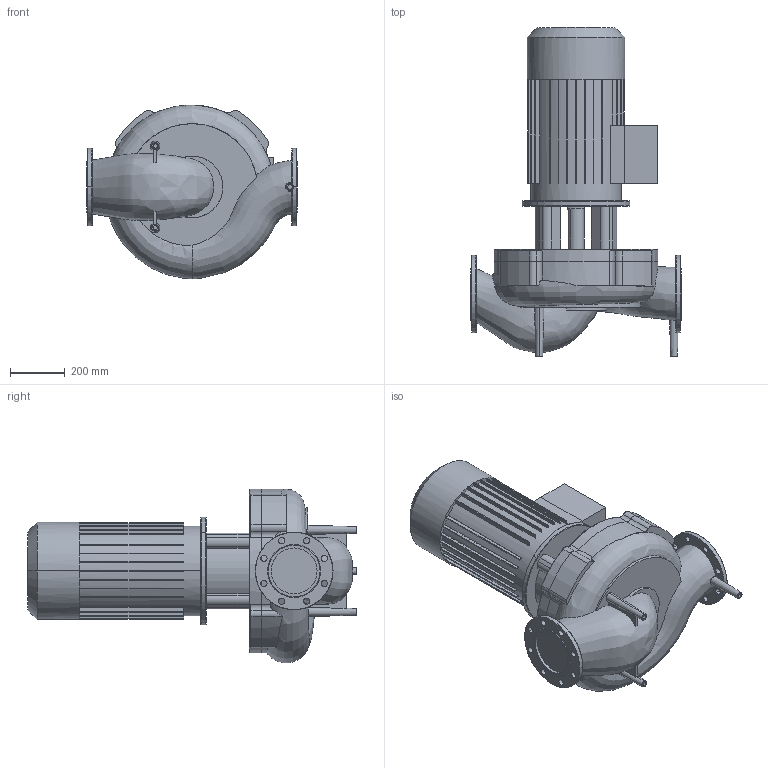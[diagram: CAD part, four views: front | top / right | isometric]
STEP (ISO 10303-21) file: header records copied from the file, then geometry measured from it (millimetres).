
FILE_DESCRIPTION((''),'2;1');
FILE_NAME('3d_IL150_325-30_4-2142044.stp','2016-05-24T12:05:49',(''),(''),'Mechanical Desktop 2009','Mechanical Desktop 2009',', , ');
FILE_SCHEMA(('CONFIG_CONTROL_DESIGN'));
Length unit declared in the file: millimetre
Products named in the file (1): Product
Bounding box: 770 x 1208.72 x 637 mm (x, y, z)
Volume: 152444636.6 mm3; surface area: 3962617.7 mm2
Topology: 10 solids, 10 shells, 480 faces, 1290 edges, 835 vertices
Faces by surface type: plane 143, cylinder 142, bspline 134, torus 48, cone 13
Entity records: 26332 total; most frequent: CARTESIAN_POINT 14335, ORIENTED_EDGE 2560, DIRECTION 2439, EDGE_CURVE 1280, AXIS2_PLACEMENT_3D 946, VERTEX_POINT 834, CIRCLE 599, EDGE_LOOP 548
